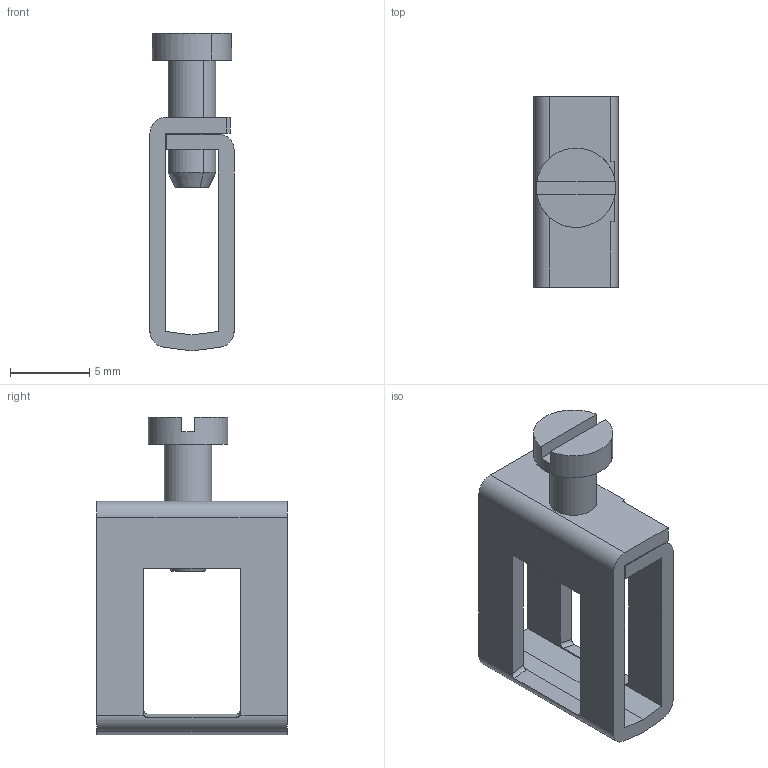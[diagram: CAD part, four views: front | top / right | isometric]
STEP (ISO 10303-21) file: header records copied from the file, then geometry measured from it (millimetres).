
FILE_DESCRIPTION(('CATIA V5R24 STEP','CAx-IF Rec.Pracs.--- Model Styling and Organization---1.2---2011-12-15'),'2;1');
FILE_NAME ('410962_1_0556700000_0556700000.stp','2016-12-22T09:32:59+00:00',('none'),('Weidmueller'),'CATIA Version 5-6 Release 2014 SP4 HF52','CATIA V5 STEP AP214','none');
FILE_SCHEMA(('AUTOMOTIVE_DESIGN { 1 0 10303 214 1 1 1 1 }'));
Length unit declared in the file: millimetre
Products named in the file (1): v5-standard_part
Bounding box: 5.3 x 12 x 20 mm (x, y, z)
Volume: 407.8 mm3; surface area: 925.4 mm2
Topology: 1 solids, 1 shells, 57 faces, 167 edges, 112 vertices
Faces by surface type: plane 38, cylinder 17, cone 2
Entity records: 1924 total; most frequent: CARTESIAN_POINT 437, ORIENTED_EDGE 334, DIRECTION 245, EDGE_CURVE 167, VECTOR 123, LINE 123, VERTEX_POINT 112, AXIS2_PLACEMENT_3D 78
